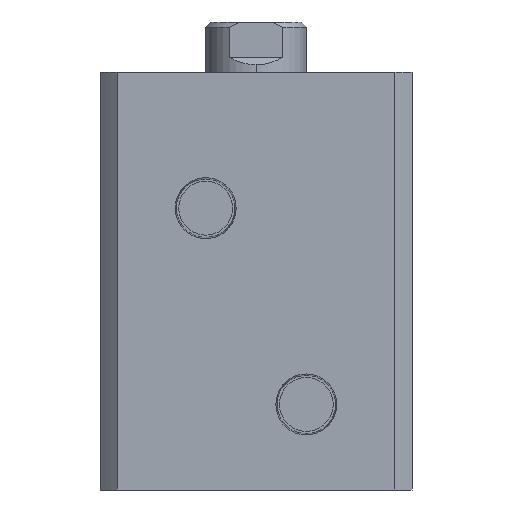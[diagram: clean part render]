
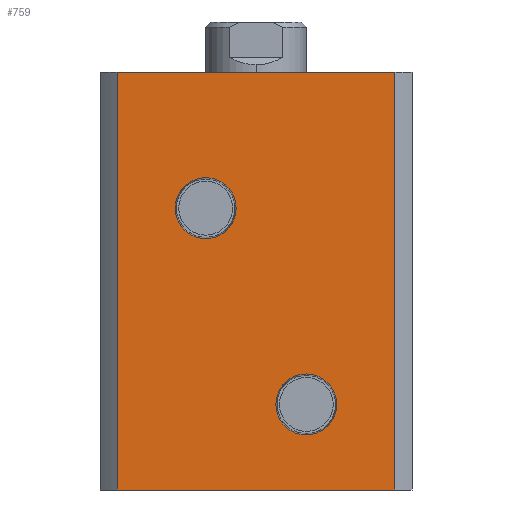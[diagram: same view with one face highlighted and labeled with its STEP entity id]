
A CAD part, left-side view. The second image highlights one B-rep face of the part: STEP entity #759.
In plain terms, the highlighted planar face has unit normal (-1, 0, 0).
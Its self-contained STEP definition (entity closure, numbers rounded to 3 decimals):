
#27 = VERTEX_POINT ( 'NONE', #3465 ) ;
#30 = VERTEX_POINT ( 'NONE', #3475 ) ;
#31 = VERTEX_POINT ( 'NONE', #3463 ) ;
#123 = VERTEX_POINT ( 'NONE', #3386 ) ;
#146 = FACE_BOUND ( 'NONE', #1532, .T. ) ;
#150 = FACE_OUTER_BOUND ( 'NONE', #1506, .T. ) ;
#154 = FACE_BOUND ( 'NONE', #1510, .T. ) ;
#438 = LINE ( 'NONE', #3020, #445 ) ;
#443 = LINE ( 'NONE', #3019, #447 ) ;
#444 = CIRCLE ( 'NONE', #2569, 6.06 ) ;
#445 = VECTOR ( 'NONE', #3015, 1000. ) ;
#446 = LINE ( 'NONE', #3026, #449 ) ;
#447 = VECTOR ( 'NONE', #3025, 1000. ) ;
#448 = LINE ( 'NONE', #3028, #451 ) ;
#449 = VECTOR ( 'NONE', #3027, 1000. ) ;
#450 = CIRCLE ( 'NONE', #2568, 6.06 ) ;
#451 = VECTOR ( 'NONE', #3029, 1000. ) ;
#528 = CIRCLE ( 'NONE', #2608, 6.06 ) ;
#540 = CIRCLE ( 'NONE', #2612, 6.06 ) ;
#759 = ADVANCED_FACE ( 'NONE', ( #146, #154, #150 ), #891, .F. ) ;
#887 = DIRECTION ( 'NONE',  ( 1., 0., 0. ) ) ;
#889 = CARTESIAN_POINT ( 'NONE',  ( -31., 0., 83. ) ) ;
#891 = PLANE ( 'NONE',  #2464 ) ;
#893 = DIRECTION ( 'NONE',  ( 0., 0., -1. ) ) ;
#1251 = VERTEX_POINT ( 'NONE', #2757 ) ;
#1506 = EDGE_LOOP ( 'NONE', ( #1574, #1573, #1572, #1571 ) ) ;
#1510 = EDGE_LOOP ( 'NONE', ( #1576, #1575 ) ) ;
#1532 = EDGE_LOOP ( 'NONE', ( #1578, #1577 ) ) ;
#1571 = ORIENTED_EDGE ( 'NONE', *, *, #2307, .T. ) ;
#1572 = ORIENTED_EDGE ( 'NONE', *, *, #2308, .F. ) ;
#1573 = ORIENTED_EDGE ( 'NONE', *, *, #2309, .F. ) ;
#1574 = ORIENTED_EDGE ( 'NONE', *, *, #2310, .T. ) ;
#1575 = ORIENTED_EDGE ( 'NONE', *, *, #2370, .F. ) ;
#1576 = ORIENTED_EDGE ( 'NONE', *, *, #2311, .F. ) ;
#1577 = ORIENTED_EDGE ( 'NONE', *, *, #2378, .F. ) ;
#1578 = ORIENTED_EDGE ( 'NONE', *, *, #2312, .F. ) ;
#1864 = CARTESIAN_POINT ( 'NONE',  ( -31., -10., 17. ) ) ;
#1865 = DIRECTION ( 'NONE',  ( -1., 0., 0. ) ) ;
#1866 = DIRECTION ( 'NONE',  ( 0., 0., 1. ) ) ;
#1884 = CARTESIAN_POINT ( 'NONE',  ( -31., 10., 56. ) ) ;
#1885 = DIRECTION ( 'NONE',  ( -1., 0., 0. ) ) ;
#1886 = DIRECTION ( 'NONE',  ( 0., 0., 1. ) ) ;
#2103 = CARTESIAN_POINT ( 'NONE',  ( -31., 27.591, 0. ) ) ;
#2135 = CARTESIAN_POINT ( 'NONE',  ( -31., -27.591, 83. ) ) ;
#2137 = CARTESIAN_POINT ( 'NONE',  ( -31., -27.591, 0. ) ) ;
#2307 = EDGE_CURVE ( 'NONE', #123, #3687, #438, .T. ) ;
#2308 = EDGE_CURVE ( 'NONE', #123, #3712, #443, .T. ) ;
#2309 = EDGE_CURVE ( 'NONE', #3712, #3702, #446, .T. ) ;
#2310 = EDGE_CURVE ( 'NONE', #3687, #3702, #448, .T. ) ;
#2311 = EDGE_CURVE ( 'NONE', #31, #30, #450, .T. ) ;
#2312 = EDGE_CURVE ( 'NONE', #27, #1251, #444, .T. ) ;
#2370 = EDGE_CURVE ( 'NONE', #30, #31, #528, .T. ) ;
#2378 = EDGE_CURVE ( 'NONE', #1251, #27, #540, .T. ) ;
#2464 = AXIS2_PLACEMENT_3D ( 'NONE', #889, #887, #893 ) ;
#2568 = AXIS2_PLACEMENT_3D ( 'NONE', #3031, #3032, #3033 ) ;
#2569 = AXIS2_PLACEMENT_3D ( 'NONE', #3034, #3035, #3036 ) ;
#2608 = AXIS2_PLACEMENT_3D ( 'NONE', #1864, #1865, #1866 ) ;
#2612 = AXIS2_PLACEMENT_3D ( 'NONE', #1884, #1885, #1886 ) ;
#2757 = CARTESIAN_POINT ( 'NONE',  ( -31., 10., 49.94 ) ) ;
#3015 = DIRECTION ( 'NONE',  ( 0., 0., -1. ) ) ;
#3019 = CARTESIAN_POINT ( 'NONE',  ( -31., 0., 83. ) ) ;
#3020 = CARTESIAN_POINT ( 'NONE',  ( -31., 27.591, 83. ) ) ;
#3025 = DIRECTION ( 'NONE',  ( 0., -1., 0. ) ) ;
#3026 = CARTESIAN_POINT ( 'NONE',  ( -31., -27.591, 83. ) ) ;
#3027 = DIRECTION ( 'NONE',  ( 0., 0., -1. ) ) ;
#3028 = CARTESIAN_POINT ( 'NONE',  ( -31., 0., 0. ) ) ;
#3029 = DIRECTION ( 'NONE',  ( 0., -1., 0. ) ) ;
#3031 = CARTESIAN_POINT ( 'NONE',  ( -31., -10., 17. ) ) ;
#3032 = DIRECTION ( 'NONE',  ( -1., 0., 0. ) ) ;
#3033 = DIRECTION ( 'NONE',  ( 0., 0., 1. ) ) ;
#3034 = CARTESIAN_POINT ( 'NONE',  ( -31., 10., 56. ) ) ;
#3035 = DIRECTION ( 'NONE',  ( -1., 0., 0. ) ) ;
#3036 = DIRECTION ( 'NONE',  ( 0., 0., 1. ) ) ;
#3386 = CARTESIAN_POINT ( 'NONE',  ( -31., 27.591, 83. ) ) ;
#3463 = CARTESIAN_POINT ( 'NONE',  ( -31., -10., 23.06 ) ) ;
#3465 = CARTESIAN_POINT ( 'NONE',  ( -31., 10., 62.06 ) ) ;
#3475 = CARTESIAN_POINT ( 'NONE',  ( -31., -10., 10.94 ) ) ;
#3687 = VERTEX_POINT ( 'NONE', #2103 ) ;
#3702 = VERTEX_POINT ( 'NONE', #2137 ) ;
#3712 = VERTEX_POINT ( 'NONE', #2135 ) ;
